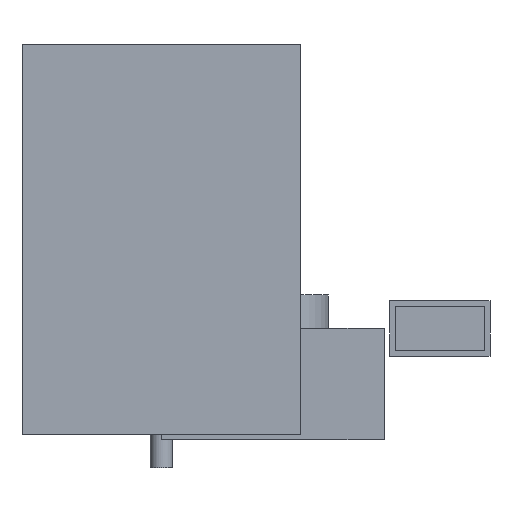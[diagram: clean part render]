
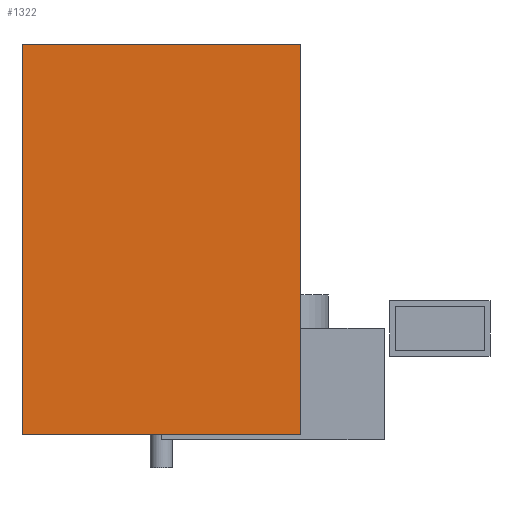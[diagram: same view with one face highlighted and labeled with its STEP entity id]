
A CAD part, front view. The second image highlights one B-rep face of the part: STEP entity #1322.
In plain terms, the highlighted planar face has unit normal (0, -1, 0).
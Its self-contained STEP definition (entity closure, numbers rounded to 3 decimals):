
#1106 = EDGE_CURVE('',#1107,#1109,#1111,.T.);
#1107 = VERTEX_POINT('',#1108);
#1108 = CARTESIAN_POINT('',(-225.,-100.,-95.));
#1109 = VERTEX_POINT('',#1110);
#1110 = CARTESIAN_POINT('',(-225.,-100.,255.));
#1111 = SURFACE_CURVE('',#1112,(#1116,#1128),.PCURVE_S1.);
#1112 = LINE('',#1113,#1114);
#1113 = CARTESIAN_POINT('',(-225.,-100.,-95.));
#1114 = VECTOR('',#1115,1.);
#1115 = DIRECTION('',(0.,0.,1.));
#1116 = PCURVE('',#1117,#1122);
#1117 = PLANE('',#1118);
#1118 = AXIS2_PLACEMENT_3D('',#1119,#1120,#1121);
#1119 = CARTESIAN_POINT('',(-225.,-100.,-95.));
#1120 = DIRECTION('',(1.,0.,-0.));
#1121 = DIRECTION('',(0.,0.,1.));
#1122 = DEFINITIONAL_REPRESENTATION('',(#1123),#1127);
#1123 = LINE('',#1124,#1125);
#1124 = CARTESIAN_POINT('',(0.,0.));
#1125 = VECTOR('',#1126,1.);
#1126 = DIRECTION('',(1.,0.));
#1127 = ( GEOMETRIC_REPRESENTATION_CONTEXT(2) 
PARAMETRIC_REPRESENTATION_CONTEXT() REPRESENTATION_CONTEXT('2D SPACE',''
  ) );
#1128 = PCURVE('',#1129,#1134);
#1129 = PLANE('',#1130);
#1130 = AXIS2_PLACEMENT_3D('',#1131,#1132,#1133);
#1131 = CARTESIAN_POINT('',(-225.,-100.,-95.));
#1132 = DIRECTION('',(-0.,1.,0.));
#1133 = DIRECTION('',(0.,0.,1.));
#1134 = DEFINITIONAL_REPRESENTATION('',(#1135),#1139);
#1135 = LINE('',#1136,#1137);
#1136 = CARTESIAN_POINT('',(0.,0.));
#1137 = VECTOR('',#1138,1.);
#1138 = DIRECTION('',(1.,0.));
#1139 = ( GEOMETRIC_REPRESENTATION_CONTEXT(2) 
PARAMETRIC_REPRESENTATION_CONTEXT() REPRESENTATION_CONTEXT('2D SPACE',''
  ) );
#1157 = PLANE('',#1158);
#1158 = AXIS2_PLACEMENT_3D('',#1159,#1160,#1161);
#1159 = CARTESIAN_POINT('',(-225.,-100.,-95.));
#1160 = DIRECTION('',(0.,0.,1.));
#1161 = DIRECTION('',(1.,0.,-0.));
#1211 = PLANE('',#1212);
#1212 = AXIS2_PLACEMENT_3D('',#1213,#1214,#1215);
#1213 = CARTESIAN_POINT('',(-225.,-100.,255.));
#1214 = DIRECTION('',(0.,0.,1.));
#1215 = DIRECTION('',(1.,0.,-0.));
#1226 = EDGE_CURVE('',#1227,#1229,#1231,.T.);
#1227 = VERTEX_POINT('',#1228);
#1228 = CARTESIAN_POINT('',(25.,-100.,-95.));
#1229 = VERTEX_POINT('',#1230);
#1230 = CARTESIAN_POINT('',(25.,-100.,255.));
#1231 = SURFACE_CURVE('',#1232,(#1236,#1248),.PCURVE_S1.);
#1232 = LINE('',#1233,#1234);
#1233 = CARTESIAN_POINT('',(25.,-100.,-95.));
#1234 = VECTOR('',#1235,1.);
#1235 = DIRECTION('',(0.,0.,1.));
#1236 = PCURVE('',#1237,#1242);
#1237 = PLANE('',#1238);
#1238 = AXIS2_PLACEMENT_3D('',#1239,#1240,#1241);
#1239 = CARTESIAN_POINT('',(25.,-100.,-95.));
#1240 = DIRECTION('',(1.,0.,-0.));
#1241 = DIRECTION('',(0.,0.,1.));
#1242 = DEFINITIONAL_REPRESENTATION('',(#1243),#1247);
#1243 = LINE('',#1244,#1245);
#1244 = CARTESIAN_POINT('',(0.,0.));
#1245 = VECTOR('',#1246,1.);
#1246 = DIRECTION('',(1.,0.));
#1247 = ( GEOMETRIC_REPRESENTATION_CONTEXT(2) 
PARAMETRIC_REPRESENTATION_CONTEXT() REPRESENTATION_CONTEXT('2D SPACE',''
  ) );
#1248 = PCURVE('',#1129,#1249);
#1249 = DEFINITIONAL_REPRESENTATION('',(#1250),#1254);
#1250 = LINE('',#1251,#1252);
#1251 = CARTESIAN_POINT('',(0.,250.));
#1252 = VECTOR('',#1253,1.);
#1253 = DIRECTION('',(1.,0.));
#1254 = ( GEOMETRIC_REPRESENTATION_CONTEXT(2) 
PARAMETRIC_REPRESENTATION_CONTEXT() REPRESENTATION_CONTEXT('2D SPACE',''
  ) );
#1322 = ADVANCED_FACE('',(#1323),#1129,.F.);
#1323 = FACE_BOUND('',#1324,.F.);
#1324 = EDGE_LOOP('',(#1325,#1346,#1347,#1368));
#1325 = ORIENTED_EDGE('',*,*,#1326,.F.);
#1326 = EDGE_CURVE('',#1107,#1227,#1327,.T.);
#1327 = SURFACE_CURVE('',#1328,(#1332,#1339),.PCURVE_S1.);
#1328 = LINE('',#1329,#1330);
#1329 = CARTESIAN_POINT('',(-225.,-100.,-95.));
#1330 = VECTOR('',#1331,1.);
#1331 = DIRECTION('',(1.,0.,-0.));
#1332 = PCURVE('',#1129,#1333);
#1333 = DEFINITIONAL_REPRESENTATION('',(#1334),#1338);
#1334 = LINE('',#1335,#1336);
#1335 = CARTESIAN_POINT('',(0.,0.));
#1336 = VECTOR('',#1337,1.);
#1337 = DIRECTION('',(0.,1.));
#1338 = ( GEOMETRIC_REPRESENTATION_CONTEXT(2) 
PARAMETRIC_REPRESENTATION_CONTEXT() REPRESENTATION_CONTEXT('2D SPACE',''
  ) );
#1339 = PCURVE('',#1157,#1340);
#1340 = DEFINITIONAL_REPRESENTATION('',(#1341),#1345);
#1341 = LINE('',#1342,#1343);
#1342 = CARTESIAN_POINT('',(0.,0.));
#1343 = VECTOR('',#1344,1.);
#1344 = DIRECTION('',(1.,0.));
#1345 = ( GEOMETRIC_REPRESENTATION_CONTEXT(2) 
PARAMETRIC_REPRESENTATION_CONTEXT() REPRESENTATION_CONTEXT('2D SPACE',''
  ) );
#1346 = ORIENTED_EDGE('',*,*,#1106,.T.);
#1347 = ORIENTED_EDGE('',*,*,#1348,.T.);
#1348 = EDGE_CURVE('',#1109,#1229,#1349,.T.);
#1349 = SURFACE_CURVE('',#1350,(#1354,#1361),.PCURVE_S1.);
#1350 = LINE('',#1351,#1352);
#1351 = CARTESIAN_POINT('',(-225.,-100.,255.));
#1352 = VECTOR('',#1353,1.);
#1353 = DIRECTION('',(1.,0.,-0.));
#1354 = PCURVE('',#1129,#1355);
#1355 = DEFINITIONAL_REPRESENTATION('',(#1356),#1360);
#1356 = LINE('',#1357,#1358);
#1357 = CARTESIAN_POINT('',(350.,0.));
#1358 = VECTOR('',#1359,1.);
#1359 = DIRECTION('',(0.,1.));
#1360 = ( GEOMETRIC_REPRESENTATION_CONTEXT(2) 
PARAMETRIC_REPRESENTATION_CONTEXT() REPRESENTATION_CONTEXT('2D SPACE',''
  ) );
#1361 = PCURVE('',#1211,#1362);
#1362 = DEFINITIONAL_REPRESENTATION('',(#1363),#1367);
#1363 = LINE('',#1364,#1365);
#1364 = CARTESIAN_POINT('',(0.,0.));
#1365 = VECTOR('',#1366,1.);
#1366 = DIRECTION('',(1.,0.));
#1367 = ( GEOMETRIC_REPRESENTATION_CONTEXT(2) 
PARAMETRIC_REPRESENTATION_CONTEXT() REPRESENTATION_CONTEXT('2D SPACE',''
  ) );
#1368 = ORIENTED_EDGE('',*,*,#1226,.F.);
